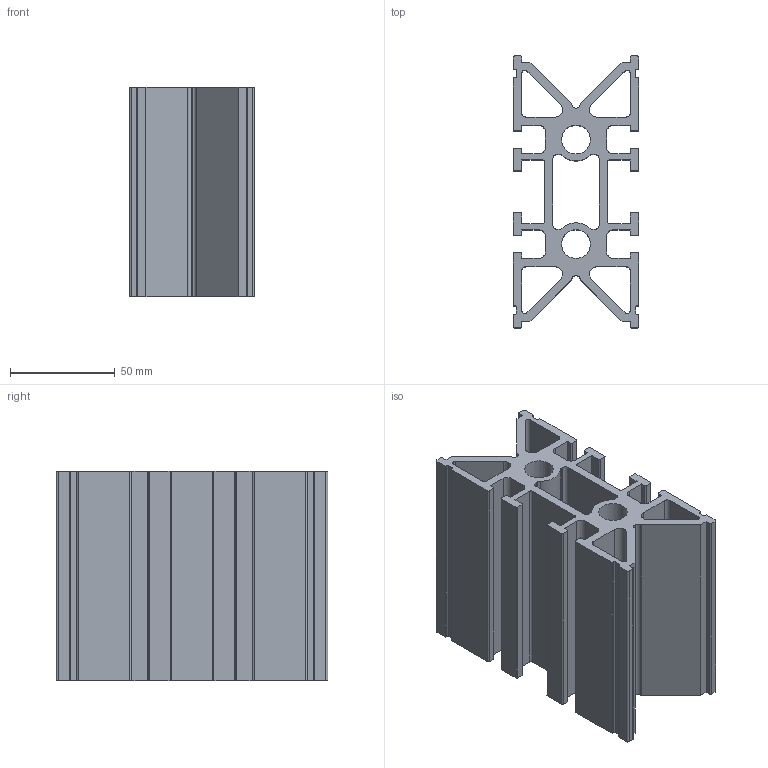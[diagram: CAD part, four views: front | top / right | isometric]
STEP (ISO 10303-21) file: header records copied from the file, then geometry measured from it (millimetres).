
FILE_DESCRIPTION(/* description */ ('PROF.130X60 CON GUIDA 90°'),/* implementation_level */ '2;1');
FILE_NAME(/* name */ 'BPRGD0000025.stp',/* time_stamp */ '2022-07-29T09:54:56+02:00',/* author */ ('tecnico3.vi'),/* organization */ (''),/* preprocessor_version */ 'ST-DEVELOPER v18.1',/* originating_system */ 'Autodesk Inventor 2022',/* authorisation */ '');
FILE_SCHEMA (('AUTOMOTIVE_DESIGN { 1 0 10303 214 3 1 1 }'));
Length unit declared in the file: millimetre
Products named in the file (1): F3DTM0006582
Bounding box: 60 x 130 x 100 mm (x, y, z)
Volume: 276724.9 mm3; surface area: 122800.8 mm2
Topology: 1 solids, 1 shells, 188 faces, 558 edges, 372 vertices
Faces by surface type: plane 108, cylinder 80
Full cylindrical faces by diameter (mm): 13.8 x2
Entity records: 6393 total; most frequent: CARTESIAN_POINT 1119, ORIENTED_EDGE 1116, DIRECTION 1096, EDGE_CURVE 558, LINE 398, VECTOR 398, VERTEX_POINT 372, AXIS2_PLACEMENT_3D 349
